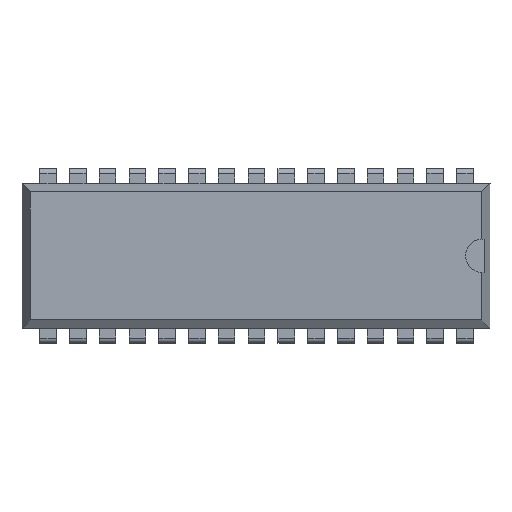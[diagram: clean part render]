
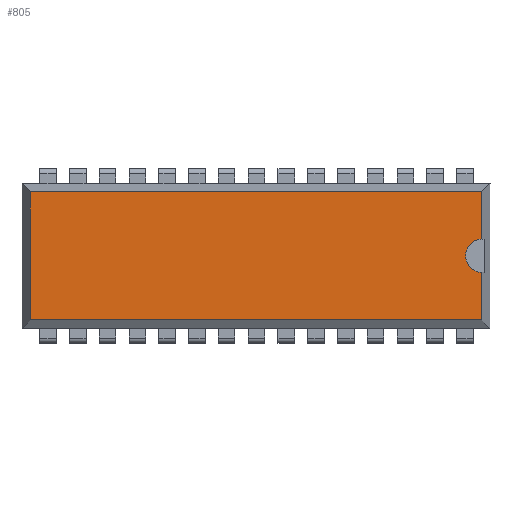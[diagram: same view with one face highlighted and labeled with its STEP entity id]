
A CAD part, top view. The second image highlights one B-rep face of the part: STEP entity #805.
In plain terms, the highlighted planar face has unit normal (0, 0, 1).
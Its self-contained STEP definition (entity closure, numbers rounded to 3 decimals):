
#46 = EDGE_CURVE ( 'NONE', #414, #1057, #238, .T. ) ;
#78 = LINE ( 'NONE', #757, #246 ) ;
#115 = CARTESIAN_POINT ( 'NONE',  ( 13.512, 0.01, 1.9 ) ) ;
#125 = LINE ( 'NONE', #400, #1126 ) ;
#129 = EDGE_CURVE ( 'NONE', #1583, #1011, #1507, .T. ) ;
#158 = EDGE_LOOP ( 'NONE', ( #367, #554, #605, #1138, #628, #868, #1193 ) ) ;
#211 = CARTESIAN_POINT ( 'NONE',  ( -13.47, -3.82, 1.9 ) ) ;
#221 = DIRECTION ( 'NONE',  ( -1., 0., 0. ) ) ;
#224 = CARTESIAN_POINT ( 'NONE',  ( 13.47, -3.82, 1.9 ) ) ;
#232 = EDGE_CURVE ( 'NONE', #1143, #672, #806, .T. ) ;
#238 = LINE ( 'NONE', #781, #674 ) ;
#246 = VECTOR ( 'NONE', #650, 1000. ) ;
#253 = CIRCLE ( 'NONE', #1123, 1. ) ;
#268 = CARTESIAN_POINT ( 'NONE',  ( 13.47, 6.048, 1.9 ) ) ;
#276 = DIRECTION ( 'NONE',  ( -1., 0., 0. ) ) ;
#367 = ORIENTED_EDGE ( 'NONE', *, *, #232, .F. ) ;
#369 = DIRECTION ( 'NONE',  ( 0., -1., 0. ) ) ;
#400 = CARTESIAN_POINT ( 'NONE',  ( 19.558, -3.82, 1.9 ) ) ;
#406 = CARTESIAN_POINT ( 'NONE',  ( 13.47, 6.048, 1.9 ) ) ;
#414 = VERTEX_POINT ( 'NONE', #608 ) ;
#471 = CARTESIAN_POINT ( 'NONE',  ( 13.47, 3.82, 1.9 ) ) ;
#475 = AXIS2_PLACEMENT_3D ( 'NONE', #115, #1404, #221 ) ;
#513 = EDGE_CURVE ( 'NONE', #1057, #1011, #1022, .T. ) ;
#545 = EDGE_CURVE ( 'NONE', #1351, #414, #78, .T. ) ;
#554 = ORIENTED_EDGE ( 'NONE', *, *, #1053, .T. ) ;
#605 = ORIENTED_EDGE ( 'NONE', *, *, #129, .T. ) ;
#608 = CARTESIAN_POINT ( 'NONE',  ( -13.47, 3.82, 1.9 ) ) ;
#628 = ORIENTED_EDGE ( 'NONE', *, *, #46, .F. ) ;
#650 = DIRECTION ( 'NONE',  ( 0., 1., 0. ) ) ;
#672 = VERTEX_POINT ( 'NONE', #224 ) ;
#674 = VECTOR ( 'NONE', #1128, 1000. ) ;
#681 = CARTESIAN_POINT ( 'NONE',  ( 0., 0., 1.9 ) ) ;
#757 = CARTESIAN_POINT ( 'NONE',  ( -13.47, -6.048, 1.9 ) ) ;
#768 = DIRECTION ( 'NONE',  ( 0., 0., 1. ) ) ;
#778 = FACE_OUTER_BOUND ( 'NONE', #158, .T. ) ;
#781 = CARTESIAN_POINT ( 'NONE',  ( -19.558, 3.82, 1.9 ) ) ;
#805 = ADVANCED_FACE ( 'P', ( #778 ), #1440, .T. ) ;
#806 = LINE ( 'NONE', #268, #1020 ) ;
#868 = ORIENTED_EDGE ( 'NONE', *, *, #545, .F. ) ;
#883 = DIRECTION ( 'NONE',  ( 0., 0., -1. ) ) ;
#1011 = VERTEX_POINT ( 'NONE', #1130 ) ;
#1020 = VECTOR ( 'NONE', #1047, 1000. ) ;
#1022 = LINE ( 'NONE', #406, #1561 ) ;
#1047 = DIRECTION ( 'NONE',  ( 0., -1., 0. ) ) ;
#1053 = EDGE_CURVE ( 'NONE', #1143, #1583, #253, .T. ) ;
#1057 = VERTEX_POINT ( 'NONE', #471 ) ;
#1123 = AXIS2_PLACEMENT_3D ( 'NONE', #1650, #883, #1386 ) ;
#1126 = VECTOR ( 'NONE', #276, 1000. ) ;
#1128 = DIRECTION ( 'NONE',  ( 1., 0., 0. ) ) ;
#1130 = CARTESIAN_POINT ( 'NONE',  ( 13.47, 1.009, 1.9 ) ) ;
#1138 = ORIENTED_EDGE ( 'NONE', *, *, #513, .F. ) ;
#1143 = VERTEX_POINT ( 'NONE', #1276 ) ;
#1193 = ORIENTED_EDGE ( 'NONE', *, *, #1477, .F. ) ;
#1276 = CARTESIAN_POINT ( 'NONE',  ( 13.47, -0.989, 1.9 ) ) ;
#1351 = VERTEX_POINT ( 'NONE', #211 ) ;
#1386 = DIRECTION ( 'NONE',  ( -1., 0., 0. ) ) ;
#1404 = DIRECTION ( 'NONE',  ( 0., 0., -1. ) ) ;
#1440 = PLANE ( 'NONE',  #1539 ) ;
#1464 = CARTESIAN_POINT ( 'NONE',  ( 12.512, 0.01, 1.9 ) ) ;
#1477 = EDGE_CURVE ( 'NONE', #672, #1351, #125, .T. ) ;
#1507 = CIRCLE ( 'NONE', #475, 1. ) ;
#1539 = AXIS2_PLACEMENT_3D ( 'NONE', #681, #768, #1554 ) ;
#1554 = DIRECTION ( 'NONE',  ( 1., 0., 0. ) ) ;
#1561 = VECTOR ( 'NONE', #369, 1000. ) ;
#1583 = VERTEX_POINT ( 'NONE', #1464 ) ;
#1650 = CARTESIAN_POINT ( 'NONE',  ( 13.512, 0.01, 1.9 ) ) ;
